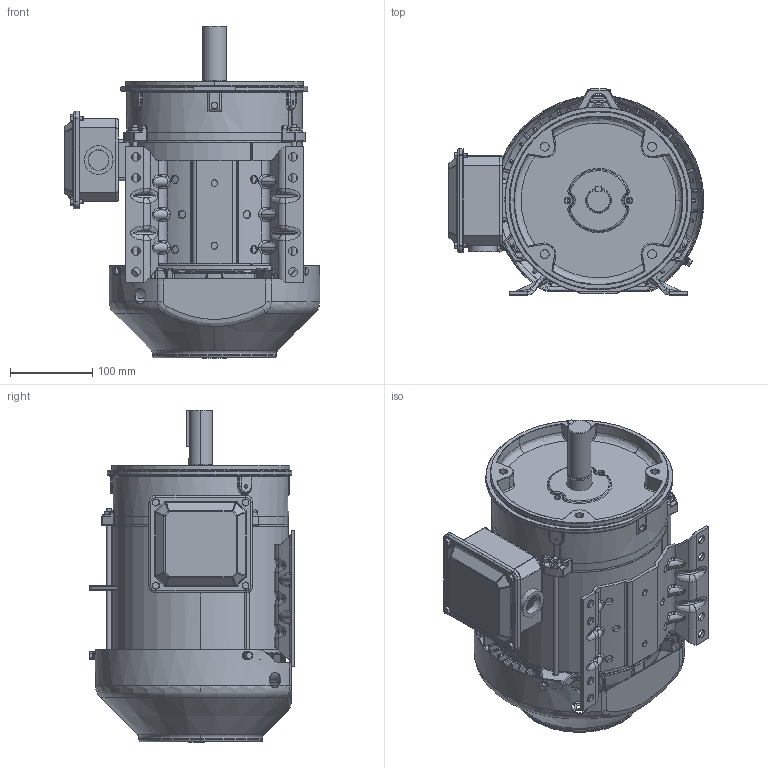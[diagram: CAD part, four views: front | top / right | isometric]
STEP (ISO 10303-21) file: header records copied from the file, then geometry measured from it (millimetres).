
FILE_DESCRIPTION (( 'STEP AP214' ), '1' );
FILE_NAME ('SS600200-182TC_RevB r1 2 surfs rep Nice r3 -fan ext bell 1 R1 finext 1 -FBell b2 r1 COMB 1 COMPLETE 1 with 600198 BBELLS 1 work pre Coord RED 1.STEP', '2021-07-26T12:31:29', ( '' ), ( '' ), 'SwSTEP 2.0', 'SolidWorks 2017', '' );
FILE_SCHEMA (( 'AUTOMOTIVE_DESIGN' ));
Length unit declared in the file: inch
Products named in the file (1): SS600200-182TC_RevB r1 2 surfs rep Nice r3 -fan ext bell 1 R1 finext 1 -FBell b2 r1 COMB 1 COMPLETE 1 with 600198 BBELLS 1 work pre Coord RED 1
Bounding box: 309.9 x 249.8 x 402.7 mm (x, y, z)
Volume: 4471887.9 mm3; surface area: 979650.2 mm2
Topology: 30 solids, 42 shells, 4408 faces, 11288 edges, 6852 vertices
Faces by surface type: cylinder 1681, bspline 1301, plane 645, torus 365, cone 242, sphere 174
Entity records: 212714 total; most frequent: CARTESIAN_POINT 115655, ORIENTED_EDGE 22332, DIRECTION 17722, EDGE_CURVE 11166, AXIS2_PLACEMENT_3D 7457, VERTEX_POINT 6815, EDGE_LOOP 4867, ADVANCED_FACE 4407
